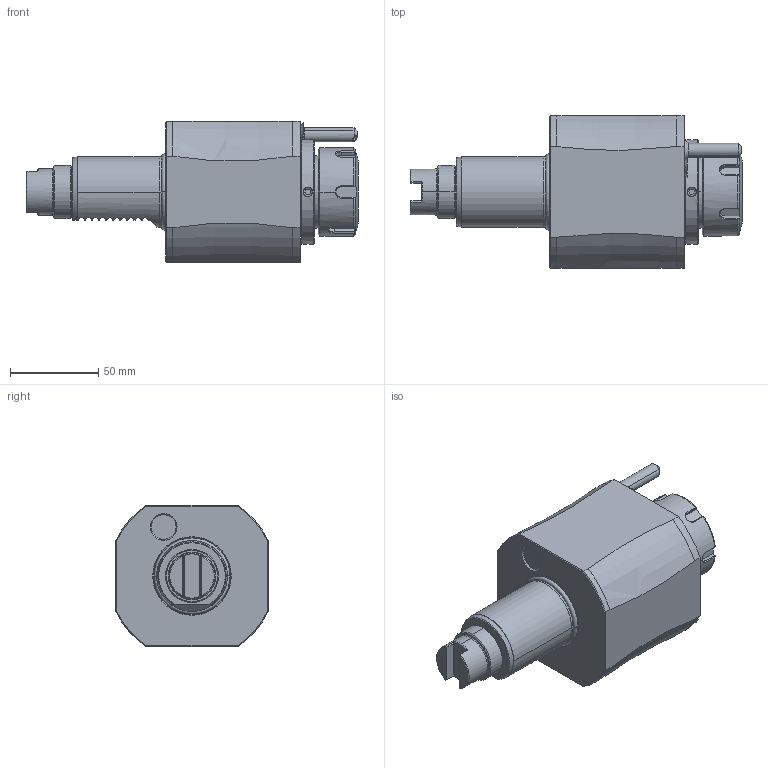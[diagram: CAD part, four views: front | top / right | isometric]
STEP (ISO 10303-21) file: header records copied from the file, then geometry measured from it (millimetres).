
FILE_DESCRIPTION((''),'2;1');
FILE_NAME('NGT1_40_161_32_1','2022-03-22T',('vali'),('NOVA GRUP'),'PRO/ENGINEER BY PARAMETRIC TECHNOLOGY CORPORATION, 2010280','PRO/ENGINEER BY PARAMETRIC TECHNOLOGY CORPORATION, 2010280','');
FILE_SCHEMA(('CONFIG_CONTROL_DESIGN'));
Length unit declared in the file: millimetre
Products named in the file (1): NGT1_40_161_32_1
Bounding box: 187.6 x 86 x 80 mm (x, y, z)
Volume: 615198.1 mm3; surface area: 54888.6 mm2
Topology: 1 solids, 1 shells, 297 faces, 727 edges, 450 vertices
Faces by surface type: plane 115, cylinder 79, cone 45, bspline 32, torus 24, sphere 2
Entity records: 13299 total; most frequent: CARTESIAN_POINT 6754, ORIENTED_EDGE 1454, DIRECTION 1175, EDGE_CURVE 727, VERTEX_POINT 450, AXIS2_PLACEMENT_3D 437, EDGE_LOOP 317, VECTOR 301
